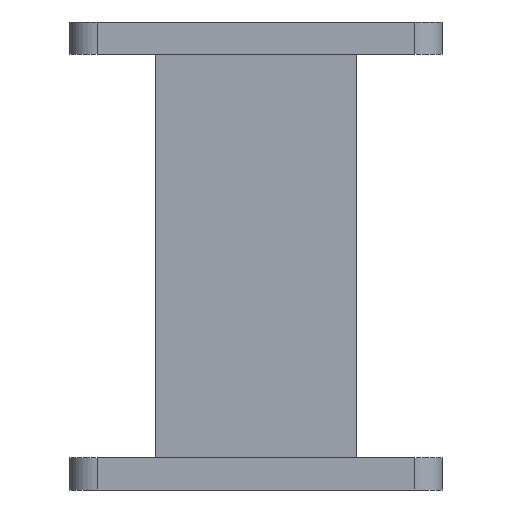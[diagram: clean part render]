
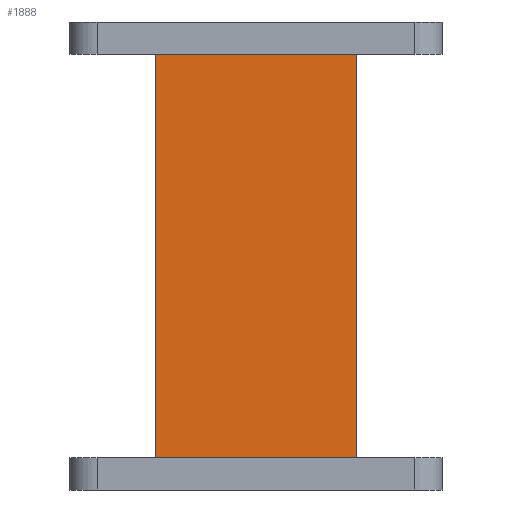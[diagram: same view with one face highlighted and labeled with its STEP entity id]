
A CAD part, front view. The second image highlights one B-rep face of the part: STEP entity #1888.
In plain terms, the highlighted planar face has unit normal (0, -1, 0).
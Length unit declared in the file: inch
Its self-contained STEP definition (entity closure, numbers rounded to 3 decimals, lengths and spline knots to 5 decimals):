
#72 = VECTOR ( 'NONE', #1187, 39.37008 ) ;
#238 = CARTESIAN_POINT ( 'NONE',  ( 0.859, -0.4615, 2. ) ) ;
#257 = CARTESIAN_POINT ( 'NONE',  ( -0.859, -0.4615, -1.72441 ) ) ;
#305 = ORIENTED_EDGE ( 'NONE', *, *, #616, .T. ) ;
#330 = VERTEX_POINT ( 'NONE', #2055 ) ;
#343 = DIRECTION ( 'NONE',  ( 0., 1., 0. ) ) ;
#429 = CARTESIAN_POINT ( 'NONE',  ( -0.859, -0.4615, 1.72441 ) ) ;
#489 = CARTESIAN_POINT ( 'NONE',  ( -0.859, -0.4615, -1.72441 ) ) ;
#501 = VECTOR ( 'NONE', #2286, 39.37008 ) ;
#525 = DIRECTION ( 'NONE',  ( 0., 0., -1. ) ) ;
#555 = AXIS2_PLACEMENT_3D ( 'NONE', #2850, #343, #1252 ) ;
#616 = EDGE_CURVE ( 'NONE', #2726, #330, #2746, .T. ) ;
#627 = EDGE_LOOP ( 'NONE', ( #813, #2059, #305, #2430 ) ) ;
#634 = VECTOR ( 'NONE', #525, 39.37008 ) ;
#813 = ORIENTED_EDGE ( 'NONE', *, *, #2265, .F. ) ;
#1187 = DIRECTION ( 'NONE',  ( 1., 0., 0. ) ) ;
#1223 = CARTESIAN_POINT ( 'NONE',  ( 0.859, -0.4615, 1.72441 ) ) ;
#1252 = DIRECTION ( 'NONE',  ( 1., 0., 0. ) ) ;
#1344 = DIRECTION ( 'NONE',  ( 1., 0., 0. ) ) ;
#1569 = LINE ( 'NONE', #238, #501 ) ;
#1855 = CARTESIAN_POINT ( 'NONE',  ( -0.859, -0.4615, 2. ) ) ;
#1881 = VERTEX_POINT ( 'NONE', #1223 ) ;
#1888 = ADVANCED_FACE ( 'NONE', ( #2381 ), #1942, .F. ) ;
#1942 = PLANE ( 'NONE',  #555 ) ;
#2055 = CARTESIAN_POINT ( 'NONE',  ( 0.859, -0.4615, -1.72441 ) ) ;
#2059 = ORIENTED_EDGE ( 'NONE', *, *, #2235, .T. ) ;
#2121 = VECTOR ( 'NONE', #1344, 39.37008 ) ;
#2235 = EDGE_CURVE ( 'NONE', #2864, #2726, #2537, .T. ) ;
#2265 = EDGE_CURVE ( 'NONE', #2864, #1881, #2275, .T. ) ;
#2275 = LINE ( 'NONE', #2787, #72 ) ;
#2286 = DIRECTION ( 'NONE',  ( 0., 0., -1. ) ) ;
#2381 = FACE_OUTER_BOUND ( 'NONE', #627, .T. ) ;
#2430 = ORIENTED_EDGE ( 'NONE', *, *, #2616, .F. ) ;
#2537 = LINE ( 'NONE', #1855, #634 ) ;
#2616 = EDGE_CURVE ( 'NONE', #1881, #330, #1569, .T. ) ;
#2726 = VERTEX_POINT ( 'NONE', #489 ) ;
#2746 = LINE ( 'NONE', #257, #2121 ) ;
#2787 = CARTESIAN_POINT ( 'NONE',  ( 0., -0.4615, 1.72441 ) ) ;
#2850 = CARTESIAN_POINT ( 'NONE',  ( -0.859, -0.4615, 2. ) ) ;
#2864 = VERTEX_POINT ( 'NONE', #429 ) ;
